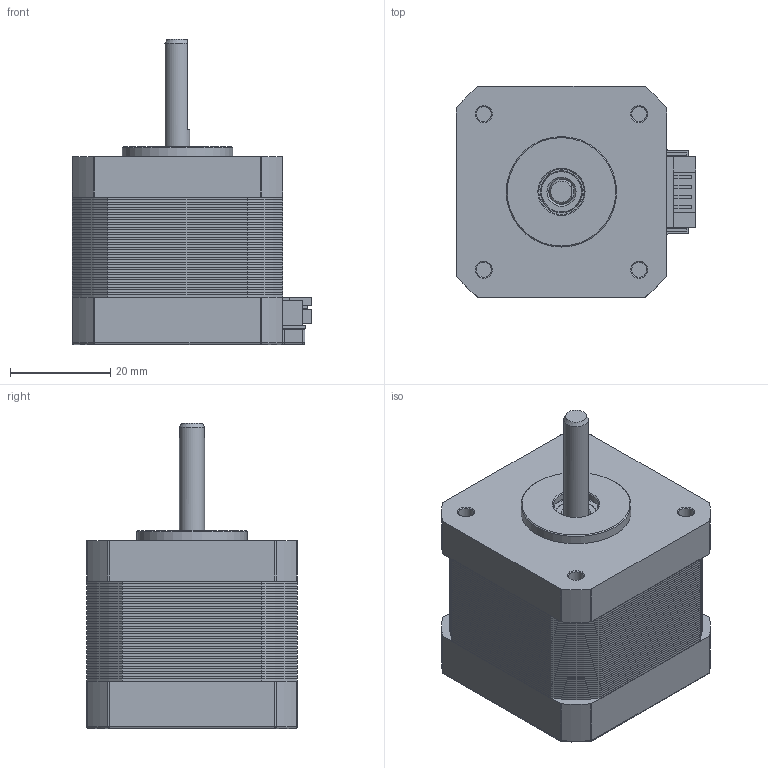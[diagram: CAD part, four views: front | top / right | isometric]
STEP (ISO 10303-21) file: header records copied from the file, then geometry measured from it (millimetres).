
FILE_DESCRIPTION(('FreeCAD Model'),'2;1');
FILE_NAME('Open CASCADE Shape Model','2024-09-10T14:45:16',(''),(''), 'Open CASCADE STEP processor 7.6','FreeCAD','Unknown');
FILE_SCHEMA(('AUTOMOTIVE_DESIGN { 1 0 10303 214 1 1 1 1 }'));
Length unit declared in the file: millimetre
Products named in the file (9): 17HS4401S Stepper Motor; rear end cap; rear bearing; connector; shaft; stator; front end cap; front bearing; M3x10-Screw
Assembly tree (11 placements, depth 2):
  17HS4401S Stepper Motor
    rear end cap
    rear bearing
    connector
    shaft
    stator
    front end cap
    front bearing
    M3x10-Screw  x4
Bounding box: 47.8 x 42 x 60.8 mm (x, y, z)
Volume: 62585.5 mm3; surface area: 22352.7 mm2
Topology: 11 solids, 11 shells, 998 faces, 2088 edges, 1121 vertices
Faces by surface type: plane 478, cylinder 459, cone 31, sphere 14, torus 12, revolution 4
Full cylindrical faces by diameter (mm): 3 x12, 5 x3, 6.4 x4, 9 x81, 13 x2, 16 x4, 22 x1
Entity records: 51281 total; most frequent: CARTESIAN_POINT 8463, DIRECTION 8352, LINE 5139, VECTOR 5139, ORIENTED_EDGE 3964, PCURVE 3964, DEFINITIONAL_REPRESENTATION 3964, EDGE_CURVE 1982
